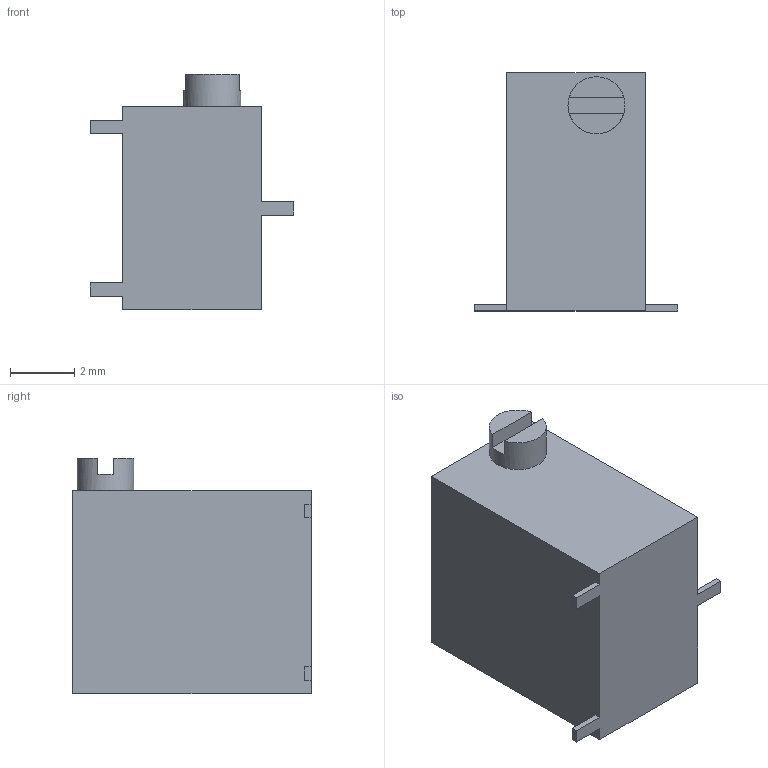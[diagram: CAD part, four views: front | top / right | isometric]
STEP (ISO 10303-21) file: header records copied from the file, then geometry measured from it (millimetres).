
FILE_DESCRIPTION(('STEP AP214'), '1');
FILE_NAME('3269X', '', ('UNSPECIFIED'), ('UNSPECIFIED'), 'ASCON STEP Converter 1.6', 'ASCON Math Kernel', '');
FILE_SCHEMA(('AUTOMOTIVE_DESIGN { 1 0 10303 214 3 1 1}'));
Length unit declared in the file: millimetre
Bounding box: 6.36 x 7.44 x 7.37 mm (x, y, z)
Volume: 206.5 mm3; surface area: 224.4 mm2
Topology: 1 solids, 1 shells, 24 faces, 63 edges, 42 vertices
Faces by surface type: plane 23, cylinder 1
Full cylindrical faces by diameter (mm): 1.78 x1
Entity records: 964 total; most frequent: CARTESIAN_POINT 129, ORIENTED_EDGE 124, DIRECTION 118, EDGE_CURVE 62, LINE 56, VECTOR 56, VERTEX_POINT 42, AXIS2_PLACEMENT_3D 31
